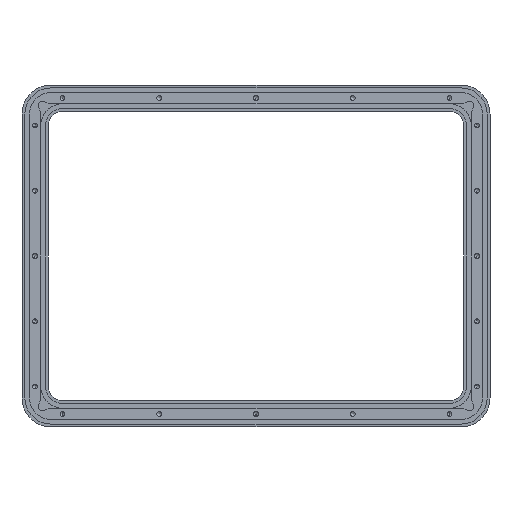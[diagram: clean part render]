
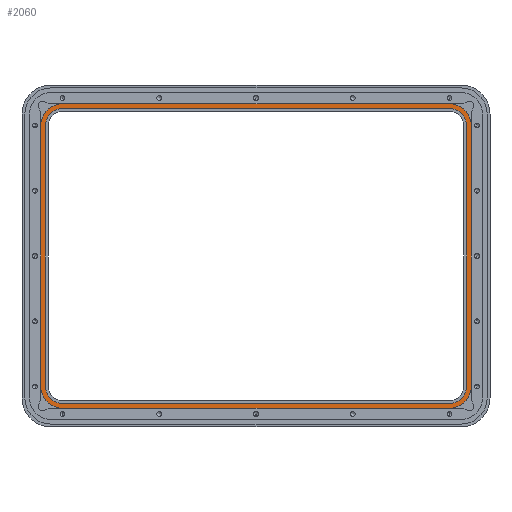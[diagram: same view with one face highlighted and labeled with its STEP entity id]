
A CAD part, front view. The second image highlights one B-rep face of the part: STEP entity #2060.
In plain terms, the highlighted planar face has unit normal (0, -1, 0).
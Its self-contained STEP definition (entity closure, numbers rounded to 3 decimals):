
#15 = DIRECTION ( 'NONE',  ( 0., 0., -1. ) ) ;
#32 = EDGE_CURVE ( 'NONE', #3463, #4556, #3190, .T. ) ;
#60 = DIRECTION ( 'NONE',  ( 0., 0., -1. ) ) ;
#64 = DIRECTION ( 'NONE',  ( 0., 0., -1. ) ) ;
#100 = DIRECTION ( 'NONE',  ( 0., -1., 0. ) ) ;
#109 = FACE_OUTER_BOUND ( 'NONE', #912, .T. ) ;
#162 = CARTESIAN_POINT ( 'NONE',  ( -133.35, 2., -105.1 ) ) ;
#178 = CARTESIAN_POINT ( 'NONE',  ( -133.35, 2., 89.85 ) ) ;
#192 = DIRECTION ( 'NONE',  ( 0., 0., -1. ) ) ;
#208 = DIRECTION ( 'NONE',  ( 1., 0., 0. ) ) ;
#254 = DIRECTION ( 'NONE',  ( 0., 0., 1. ) ) ;
#321 = EDGE_CURVE ( 'NONE', #4382, #2315, #743, .T. ) ;
#338 = CARTESIAN_POINT ( 'NONE',  ( 133.35, 2., -89.85 ) ) ;
#344 = ORIENTED_EDGE ( 'NONE', *, *, #1267, .F. ) ;
#359 = VERTEX_POINT ( 'NONE', #2972 ) ;
#450 = VERTEX_POINT ( 'NONE', #484 ) ;
#484 = CARTESIAN_POINT ( 'NONE',  ( 148.6, 2., 89.85 ) ) ;
#493 = CARTESIAN_POINT ( 'NONE',  ( 133.35, 2., 89.85 ) ) ;
#525 = EDGE_CURVE ( 'NONE', #4108, #1024, #4232, .T. ) ;
#543 = CIRCLE ( 'NONE', #4362, 15.25 ) ;
#546 = AXIS2_PLACEMENT_3D ( 'NONE', #1117, #3365, #4049 ) ;
#558 = CARTESIAN_POINT ( 'NONE',  ( -133.35, 2., 105.1 ) ) ;
#564 = ORIENTED_EDGE ( 'NONE', *, *, #706, .F. ) ;
#597 = EDGE_CURVE ( 'NONE', #3431, #450, #4327, .T. ) ;
#659 = VERTEX_POINT ( 'NONE', #2866 ) ;
#690 = CARTESIAN_POINT ( 'NONE',  ( -133.35, 2., -89.85 ) ) ;
#706 = EDGE_CURVE ( 'NONE', #4556, #4382, #2086, .T. ) ;
#743 = LINE ( 'NONE', #4407, #1230 ) ;
#831 = CARTESIAN_POINT ( 'NONE',  ( 133.35, 2., -89.85 ) ) ;
#866 = LINE ( 'NONE', #162, #3107 ) ;
#907 = DIRECTION ( 'NONE',  ( 0., 0., -1. ) ) ;
#912 = EDGE_LOOP ( 'NONE', ( #1312, #3544, #4330, #2287, #3052, #3812, #3717, #2579 ) ) ;
#915 = CIRCLE ( 'NONE', #1543, 15.25 ) ;
#940 = EDGE_LOOP ( 'NONE', ( #1839, #4520, #2370, #564, #1944, #4644, #4178, #344 ) ) ;
#948 = CARTESIAN_POINT ( 'NONE',  ( 133.35, 2., 105.1 ) ) ;
#992 = CARTESIAN_POINT ( 'NONE',  ( 133.35, 2., 101.85 ) ) ;
#1022 = DIRECTION ( 'NONE',  ( -1., 0., 0. ) ) ;
#1024 = VERTEX_POINT ( 'NONE', #4707 ) ;
#1117 = CARTESIAN_POINT ( 'NONE',  ( 133.35, 2., 89.85 ) ) ;
#1122 = DIRECTION ( 'NONE',  ( 0., -1., 0. ) ) ;
#1126 = CIRCLE ( 'NONE', #4014, 12. ) ;
#1172 = PLANE ( 'NONE',  #4725 ) ;
#1230 = VECTOR ( 'NONE', #2236, 1000. ) ;
#1267 = EDGE_CURVE ( 'NONE', #2311, #1546, #2715, .T. ) ;
#1312 = ORIENTED_EDGE ( 'NONE', *, *, #3076, .T. ) ;
#1480 = DIRECTION ( 'NONE',  ( 0., -1., 0. ) ) ;
#1543 = AXIS2_PLACEMENT_3D ( 'NONE', #178, #2792, #3089 ) ;
#1546 = VERTEX_POINT ( 'NONE', #3508 ) ;
#1591 = VECTOR ( 'NONE', #907, 1000. ) ;
#1702 = LINE ( 'NONE', #992, #3566 ) ;
#1832 = EDGE_CURVE ( 'NONE', #359, #2571, #2155, .T. ) ;
#1839 = ORIENTED_EDGE ( 'NONE', *, *, #3654, .F. ) ;
#1934 = DIRECTION ( 'NONE',  ( 0., -1., 0. ) ) ;
#1944 = ORIENTED_EDGE ( 'NONE', *, *, #32, .F. ) ;
#1985 = EDGE_CURVE ( 'NONE', #2315, #2344, #4097, .T. ) ;
#2053 = CIRCLE ( 'NONE', #2449, 15.25 ) ;
#2060 = ADVANCED_FACE ( 'NONE', ( #3395, #109 ), #1172, .T. ) ;
#2086 = CIRCLE ( 'NONE', #4816, 12. ) ;
#2155 = LINE ( 'NONE', #948, #3996 ) ;
#2236 = DIRECTION ( 'NONE',  ( 1., 0., 0. ) ) ;
#2287 = ORIENTED_EDGE ( 'NONE', *, *, #1832, .T. ) ;
#2311 = VERTEX_POINT ( 'NONE', #4286 ) ;
#2315 = VERTEX_POINT ( 'NONE', #4080 ) ;
#2344 = VERTEX_POINT ( 'NONE', #3371 ) ;
#2370 = ORIENTED_EDGE ( 'NONE', *, *, #321, .F. ) ;
#2379 = DIRECTION ( 'NONE',  ( 0., 0., 1. ) ) ;
#2381 = CARTESIAN_POINT ( 'NONE',  ( -148.6, 2., 89.85 ) ) ;
#2408 = VECTOR ( 'NONE', #2379, 1000. ) ;
#2417 = CARTESIAN_POINT ( 'NONE',  ( -145.35, 2., -89.85 ) ) ;
#2419 = DIRECTION ( 'NONE',  ( -1., 0., 0. ) ) ;
#2449 = AXIS2_PLACEMENT_3D ( 'NONE', #338, #1480, #2949 ) ;
#2473 = CARTESIAN_POINT ( 'NONE',  ( 148.6, 2., -89.85 ) ) ;
#2502 = EDGE_CURVE ( 'NONE', #1546, #4810, #1702, .T. ) ;
#2571 = VERTEX_POINT ( 'NONE', #558 ) ;
#2579 = ORIENTED_EDGE ( 'NONE', *, *, #3359, .T. ) ;
#2580 = CARTESIAN_POINT ( 'NONE',  ( -145.35, 2., 89.85 ) ) ;
#2658 = CIRCLE ( 'NONE', #546, 15.25 ) ;
#2688 = CARTESIAN_POINT ( 'NONE',  ( -133.35, 2., -101.85 ) ) ;
#2704 = AXIS2_PLACEMENT_3D ( 'NONE', #3715, #3347, #15 ) ;
#2715 = CIRCLE ( 'NONE', #3947, 12. ) ;
#2792 = DIRECTION ( 'NONE',  ( 0., -1., 0. ) ) ;
#2829 = CARTESIAN_POINT ( 'NONE',  ( -145.35, 2., 89.85 ) ) ;
#2866 = CARTESIAN_POINT ( 'NONE',  ( 133.35, 2., -105.1 ) ) ;
#2949 = DIRECTION ( 'NONE',  ( 0., 0., -1. ) ) ;
#2972 = CARTESIAN_POINT ( 'NONE',  ( 133.35, 2., 105.1 ) ) ;
#3052 = ORIENTED_EDGE ( 'NONE', *, *, #3699, .T. ) ;
#3076 = EDGE_CURVE ( 'NONE', #659, #3431, #2053, .T. ) ;
#3089 = DIRECTION ( 'NONE',  ( 0., 0., -1. ) ) ;
#3098 = CARTESIAN_POINT ( 'NONE',  ( -133.35, 2., 101.85 ) ) ;
#3107 = VECTOR ( 'NONE', #208, 1000. ) ;
#3112 = LINE ( 'NONE', #4230, #2408 ) ;
#3190 = LINE ( 'NONE', #2829, #4640 ) ;
#3227 = CARTESIAN_POINT ( 'NONE',  ( -133.35, 2., -105.1 ) ) ;
#3347 = DIRECTION ( 'NONE',  ( 0., -1., 0. ) ) ;
#3359 = EDGE_CURVE ( 'NONE', #4121, #659, #866, .T. ) ;
#3365 = DIRECTION ( 'NONE',  ( 0., -1., 0. ) ) ;
#3371 = CARTESIAN_POINT ( 'NONE',  ( 145.35, 2., -89.85 ) ) ;
#3385 = DIRECTION ( 'NONE',  ( 0., 0., -1. ) ) ;
#3395 = FACE_BOUND ( 'NONE', #940, .T. ) ;
#3431 = VERTEX_POINT ( 'NONE', #4768 ) ;
#3463 = VERTEX_POINT ( 'NONE', #2580 ) ;
#3508 = CARTESIAN_POINT ( 'NONE',  ( 133.35, 2., 101.85 ) ) ;
#3513 = DIRECTION ( 'NONE',  ( 0., 0., -1. ) ) ;
#3529 = DIRECTION ( 'NONE',  ( 0., -1., 0. ) ) ;
#3544 = ORIENTED_EDGE ( 'NONE', *, *, #597, .T. ) ;
#3566 = VECTOR ( 'NONE', #2419, 1000. ) ;
#3627 = VECTOR ( 'NONE', #254, 1000. ) ;
#3654 = EDGE_CURVE ( 'NONE', #2344, #2311, #3112, .T. ) ;
#3699 = EDGE_CURVE ( 'NONE', #2571, #4108, #915, .T. ) ;
#3715 = CARTESIAN_POINT ( 'NONE',  ( 133.35, 2., -89.85 ) ) ;
#3717 = ORIENTED_EDGE ( 'NONE', *, *, #3939, .T. ) ;
#3812 = ORIENTED_EDGE ( 'NONE', *, *, #525, .T. ) ;
#3896 = CARTESIAN_POINT ( 'NONE',  ( -133.35, 2., 89.85 ) ) ;
#3939 = EDGE_CURVE ( 'NONE', #1024, #4121, #543, .T. ) ;
#3947 = AXIS2_PLACEMENT_3D ( 'NONE', #493, #100, #3385 ) ;
#3996 = VECTOR ( 'NONE', #1022, 1000. ) ;
#4014 = AXIS2_PLACEMENT_3D ( 'NONE', #3896, #3529, #192 ) ;
#4049 = DIRECTION ( 'NONE',  ( 0., 0., -1. ) ) ;
#4075 = DIRECTION ( 'NONE',  ( 0., -1., 0. ) ) ;
#4080 = CARTESIAN_POINT ( 'NONE',  ( 133.35, 2., -101.85 ) ) ;
#4097 = CIRCLE ( 'NONE', #2704, 12. ) ;
#4108 = VERTEX_POINT ( 'NONE', #4431 ) ;
#4121 = VERTEX_POINT ( 'NONE', #3227 ) ;
#4178 = ORIENTED_EDGE ( 'NONE', *, *, #2502, .F. ) ;
#4223 = EDGE_CURVE ( 'NONE', #450, #359, #2658, .T. ) ;
#4230 = CARTESIAN_POINT ( 'NONE',  ( 145.35, 2., -89.85 ) ) ;
#4232 = LINE ( 'NONE', #2381, #1591 ) ;
#4286 = CARTESIAN_POINT ( 'NONE',  ( 145.35, 2., 89.85 ) ) ;
#4327 = LINE ( 'NONE', #2473, #3627 ) ;
#4330 = ORIENTED_EDGE ( 'NONE', *, *, #4223, .T. ) ;
#4362 = AXIS2_PLACEMENT_3D ( 'NONE', #4526, #4075, #60 ) ;
#4382 = VERTEX_POINT ( 'NONE', #2688 ) ;
#4407 = CARTESIAN_POINT ( 'NONE',  ( -133.35, 2., -101.85 ) ) ;
#4431 = CARTESIAN_POINT ( 'NONE',  ( -148.6, 2., 89.85 ) ) ;
#4452 = DIRECTION ( 'NONE',  ( 0., 0., -1. ) ) ;
#4520 = ORIENTED_EDGE ( 'NONE', *, *, #1985, .F. ) ;
#4526 = CARTESIAN_POINT ( 'NONE',  ( -133.35, 2., -89.85 ) ) ;
#4556 = VERTEX_POINT ( 'NONE', #2417 ) ;
#4579 = EDGE_CURVE ( 'NONE', #4810, #3463, #1126, .T. ) ;
#4640 = VECTOR ( 'NONE', #3513, 1000. ) ;
#4644 = ORIENTED_EDGE ( 'NONE', *, *, #4579, .F. ) ;
#4707 = CARTESIAN_POINT ( 'NONE',  ( -148.6, 2., -89.85 ) ) ;
#4725 = AXIS2_PLACEMENT_3D ( 'NONE', #831, #1934, #64 ) ;
#4768 = CARTESIAN_POINT ( 'NONE',  ( 148.6, 2., -89.85 ) ) ;
#4810 = VERTEX_POINT ( 'NONE', #3098 ) ;
#4816 = AXIS2_PLACEMENT_3D ( 'NONE', #690, #1122, #4452 ) ;
